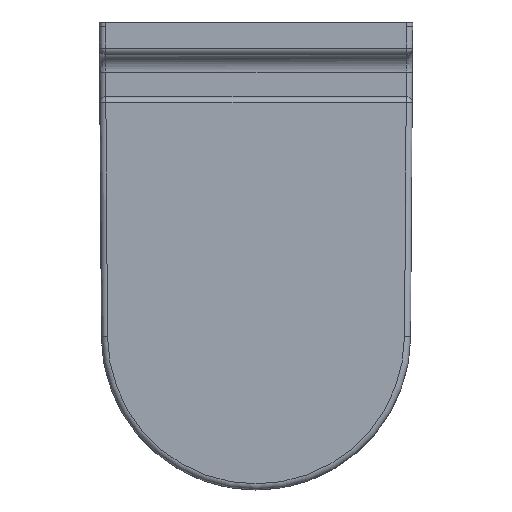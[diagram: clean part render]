
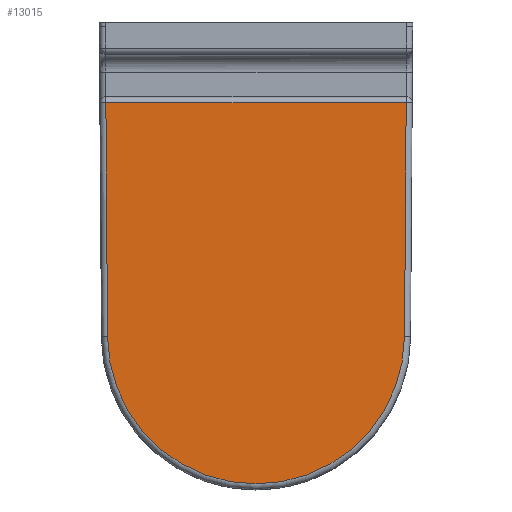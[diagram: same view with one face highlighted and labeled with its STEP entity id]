
A CAD part, top view. The second image highlights one B-rep face of the part: STEP entity #13015.
In plain terms, the highlighted face is planar.
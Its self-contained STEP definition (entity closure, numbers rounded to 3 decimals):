
#12726=CARTESIAN_POINT('',(270.846,-344.881,0.0));
#12727=VERTEX_POINT('',#12726);
#12735=CARTESIAN_POINT('',(270.846,4.877,0.0));
#12736=VERTEX_POINT('',#12735);
#12737=CARTESIAN_POINT('',(270.846,-344.881,0.0));
#12738=DIRECTION('',(0.0,1.0,0.0));
#12739=VECTOR('',#12738,349.758);
#12740=LINE('',#12737,#12739);
#12741=EDGE_CURVE('',#12727,#12736,#12740,.T.);
#12775=CARTESIAN_POINT('',(-1.199,2.992,0.0));
#12776=VERTEX_POINT('',#12775);
#12777=CARTESIAN_POINT('',(270.846,4.877,0.0));
#12778=DIRECTION('',(-1.,-0.007,0.0));
#12779=VECTOR('',#12778,272.052);
#12780=LINE('',#12777,#12779);
#12781=EDGE_CURVE('',#12736,#12776,#12780,.T.);
#12806=CARTESIAN_POINT('',(-1.201,-342.991,0.0));
#12807=VERTEX_POINT('',#12806);
#12825=CARTESIAN_POINT('',(0.,-170.,0.0));
#12826=DIRECTION('',(0.0,0.0,1.0));
#12827=DIRECTION('',(-1.,0.,0.0));
#12828=AXIS2_PLACEMENT_3D('',#12825,#12826,#12827);
#12829=CIRCLE('',#12828,172.996);
#12830=EDGE_CURVE('',#12776,#12807,#12829,.T.);
#12856=CARTESIAN_POINT('',(-1.201,-342.991,0.0));
#12857=DIRECTION('',(1.,-0.007,0.0));
#12858=VECTOR('',#12857,272.054);
#12859=LINE('',#12856,#12858);
#12860=EDGE_CURVE('',#12807,#12727,#12859,.T.);
#13004=CARTESIAN_POINT('',(80.676,-170.001,0.0));
#13005=DIRECTION('',(0.0,0.0,1.0));
#13006=DIRECTION('',(1.0,0.0,0.0));
#13007=AXIS2_PLACEMENT_3D('',#13004,#13005,#13006);
#13008=PLANE('',#13007);
#13009=ORIENTED_EDGE('',*,*,#12741,.F.);
#13010=ORIENTED_EDGE('',*,*,#12860,.F.);
#13011=ORIENTED_EDGE('',*,*,#12830,.F.);
#13012=ORIENTED_EDGE('',*,*,#12781,.F.);
#13013=EDGE_LOOP('',(#13009,#13010,#13011,#13012));
#13014=FACE_OUTER_BOUND('',#13013,.T.);
#13015=ADVANCED_FACE('',(#13014),#13008,.F.);
